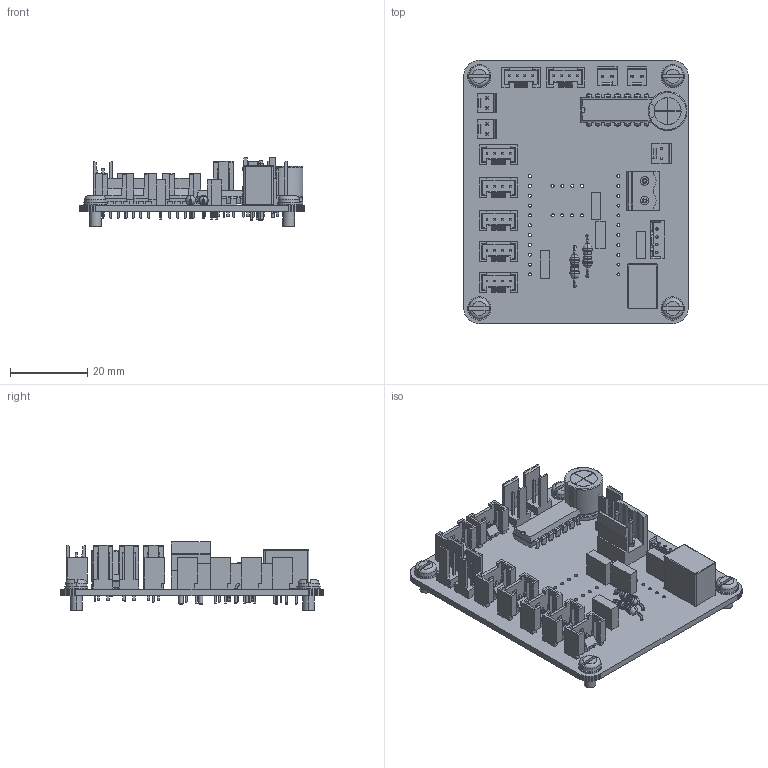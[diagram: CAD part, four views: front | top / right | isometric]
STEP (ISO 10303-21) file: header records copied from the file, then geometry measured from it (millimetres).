
FILE_DESCRIPTION(('KiCad electronic assembly'),'2;1');
FILE_NAME('pami kicad.step','2024-04-29T22:51:59',('Pcbnew'),('Kicad'), 'Open CASCADE STEP processor 7.6','KiCad to STEP converter','Unknown' );
FILE_SCHEMA(('AUTOMOTIVE_DESIGN { 1 0 10303 214 1 1 1 1 }'));
Length unit declared in the file: millimetre
Products named in the file (22): pami kicad 1; 110990030; CP_Radial_D10.0mm_P5.00mm; CP_Radial_D100mm_P500mm; R_Axial_L6.3mm_D2.5mm_P10.16mm_Horizontal; 292161-4; C_Rect_L7.0mm_W2.5mm_P5.00mm; DIP-14_W7.62mm; autocom2; Screw_3mm; Converter_DCDC_TRACO_TSR-1_THT; Converter_DCDC_TRACO_TSR_1_THT; OmnimateSL_1x02; pami kicad PCB
Assembly tree (38 placements, depth 3):
  pami kicad 1
    110990030  x7
      110990030
    CP_Radial_D10.0mm_P5.00mm
      CP_Radial_D100mm_P500mm
    R_Axial_L6.3mm_D2.5mm_P10.16mm_Horizontal  x2
      R_Axial_L6.3mm_D2.5mm_P10.16mm_Horizontal
    292161-4
      292161-4
    C_Rect_L7.0mm_W2.5mm_P5.00mm  x4
      C_Rect_L7.0mm_W2.5mm_P5.00mm
    DIP-14_W7.62mm
      DIP-14_W7.62mm
    autocom2  x5
      autocom2
    Screw_3mm  x4
      Screw_3mm
    Converter_DCDC_TRACO_TSR-1_THT
      Converter_DCDC_TRACO_TSR_1_THT
    OmnimateSL_1x02
      OmnimateSL_1x02
    pami kicad PCB
Bounding box: 58 x 68 x 17.61 mm (x, y, z)
Volume: 11550.9 mm3; surface area: 18404.1 mm2
Topology: 60 solids, 61 shells, 2180 faces, 5392 edges, 3376 vertices
Faces by surface type: plane 1723, cylinder 273, torus 57, cone 48, revolution 44, bspline 35
Full cylindrical faces by diameter (mm): 0.5 x3, 0.7 x2, 0.762 x22, 0.8 x62, 0.85 x4, 1 x15, 1.5 x2, 3.5 x4
Entity records: 72340 total; most frequent: CARTESIAN_POINT 17096, DIRECTION 9611, LINE 6328, VECTOR 6328, ORIENTED_EDGE 5076, PCURVE 5076, DEFINITIONAL_REPRESENTATION 5076, EDGE_CURVE 2538
